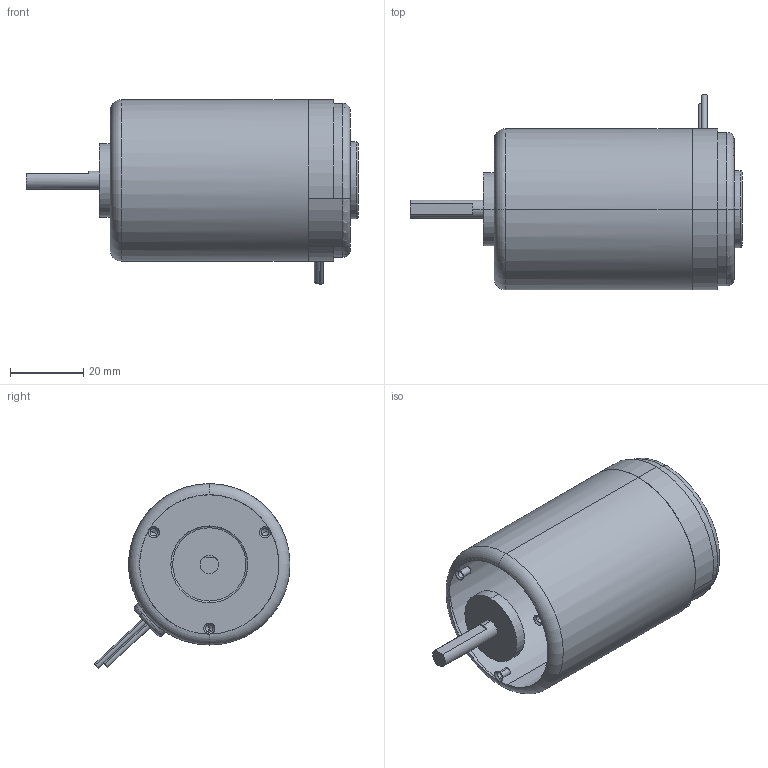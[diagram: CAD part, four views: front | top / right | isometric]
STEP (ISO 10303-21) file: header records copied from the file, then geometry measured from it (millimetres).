
FILE_DESCRIPTION(('starvars output'),'2;1');
FILE_NAME('44b.stp','09:16:34 2014/09/11',( 'Thomas Industrial Network Germany GmbH'),( 'Thomas Industrial Network Germany GmbH'),'unknown preprocess','ACIS' ,'unknown authorization');
FILE_SCHEMA(('AUTOMOTIVE_DESIGN_CC2 {UNKNOWN IMPLEMENTATION LEVEL}'));
Length unit declared in the file: millimetre
Products named in the file (1): PRODUCT_ID_1
Bounding box: 90.6 x 53.45 x 50.34 mm (x, y, z)
Volume: 100696.8 mm3; surface area: 12728.1 mm2
Topology: 1 solids, 1 shells, 82 faces, 202 edges, 124 vertices
Faces by surface type: cylinder 30, plane 21, cone 19, torus 12
Entity records: 2917 total; most frequent: CARTESIAN_POINT 572, ORIENTED_EDGE 392, DIRECTION 268, EDGE_CURVE 196, VERTEX_POINT 124, AXIS2_PLACEMENT_3D 98, EDGE_LOOP 90, FACE_BOUND 90
